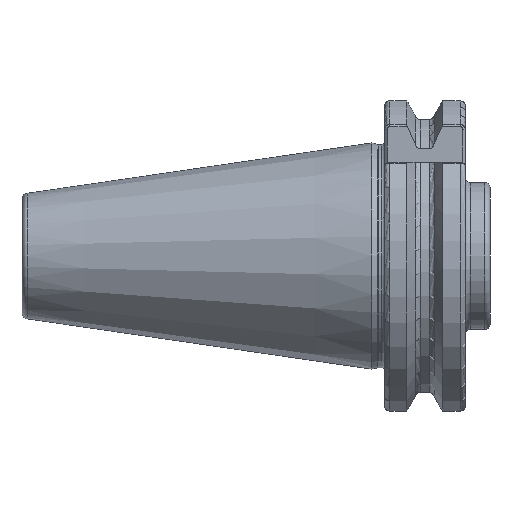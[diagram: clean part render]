
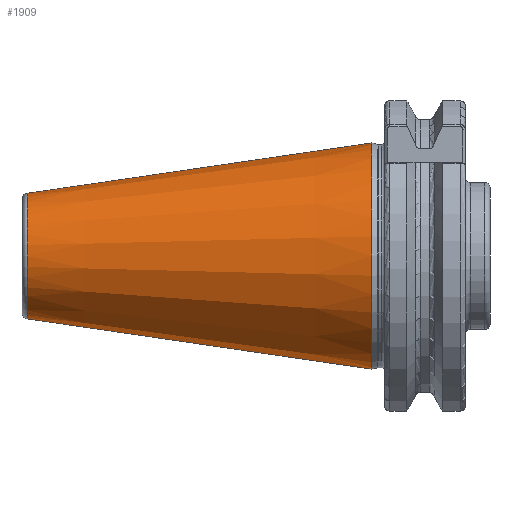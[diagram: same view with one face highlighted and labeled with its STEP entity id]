
A CAD part, front view. The second image highlights one B-rep face of the part: STEP entity #1909.
In plain terms, the highlighted conical face has half-angle 8.297 degrees and reference radius 22.692 mm.
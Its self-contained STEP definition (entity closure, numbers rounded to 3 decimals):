
#108 = AXIS2_PLACEMENT_3D ( 'NONE', #13009, #13010, #13011 ) ;
#131 = AXIS2_PLACEMENT_3D ( 'NONE', #13012, #13013, #13014 ) ;
#1909 = ADVANCED_FACE ( 'NONE', ( #14385 ), #15438, .T. ) ;
#2581 = ORIENTED_EDGE ( 'NONE', *, *, #14265, .T. ) ;
#2582 = ORIENTED_EDGE ( 'NONE', *, *, #14263, .F. ) ;
#2583 = ORIENTED_EDGE ( 'NONE', *, *, #6940, .T. ) ;
#2585 = ORIENTED_EDGE ( 'NONE', *, *, #6939, .F. ) ;
#2784 = VERTEX_POINT ( 'NONE', #14772 ) ;
#2785 = VERTEX_POINT ( 'NONE', #14773 ) ;
#2786 = VERTEX_POINT ( 'NONE', #14774 ) ;
#2787 = VERTEX_POINT ( 'NONE', #14775 ) ;
#6939 = EDGE_CURVE ( 'NONE', #2786, #2787, #13977, .T. ) ;
#6940 = EDGE_CURVE ( 'NONE', #2784, #2785, #13978, .T. ) ;
#7035 = VECTOR ( 'NONE', #7355, 1000. ) ;
#7037 = VECTOR ( 'NONE', #7361, 1000. ) ;
#7353 = LINE ( 'NONE', #7354, #7035 ) ;
#7354 = CARTESIAN_POINT ( 'NONE',  ( 0., 0., 22.692 ) ) ;
#7355 = DIRECTION ( 'NONE',  ( 0.99, 0., 0.144 ) ) ;
#7359 = LINE ( 'NONE', #7360, #7037 ) ;
#7360 = CARTESIAN_POINT ( 'NONE',  ( 0., 0., -22.692 ) ) ;
#7361 = DIRECTION ( 'NONE',  ( 0.99, 0., -0.144 ) ) ;
#13009 = CARTESIAN_POINT ( 'NONE',  ( -2.5, 0., 0. ) ) ;
#13010 = DIRECTION ( 'NONE',  ( 1., 0., 0. ) ) ;
#13011 = DIRECTION ( 'NONE',  ( 0., 0., -1. ) ) ;
#13012 = CARTESIAN_POINT ( 'NONE',  ( -70.573, 0., 0. ) ) ;
#13013 = DIRECTION ( 'NONE',  ( 1., 0., 0. ) ) ;
#13014 = DIRECTION ( 'NONE',  ( 0., 0., 1. ) ) ;
#13977 = CIRCLE ( 'NONE', #108, 22.327 ) ;
#13978 = CIRCLE ( 'NONE', #131, 12.4 ) ;
#14263 = EDGE_CURVE ( 'NONE', #2784, #2786, #7353, .T. ) ;
#14265 = EDGE_CURVE ( 'NONE', #2785, #2787, #7359, .T. ) ;
#14383 = AXIS2_PLACEMENT_3D ( 'NONE', #15781, #15782, #15783 ) ;
#14385 = FACE_OUTER_BOUND ( 'NONE', #15794, .T. ) ;
#14772 = CARTESIAN_POINT ( 'NONE',  ( -70.573, 0., 12.4 ) ) ;
#14773 = CARTESIAN_POINT ( 'NONE',  ( -70.573, 0., -12.4 ) ) ;
#14774 = CARTESIAN_POINT ( 'NONE',  ( -2.5, 0., 22.327 ) ) ;
#14775 = CARTESIAN_POINT ( 'NONE',  ( -2.5, 0., -22.327 ) ) ;
#15438 = CONICAL_SURFACE ( 'NONE', #14383, 22.692, 0.145 ) ;
#15781 = CARTESIAN_POINT ( 'NONE',  ( 0., 0., 0. ) ) ;
#15782 = DIRECTION ( 'NONE',  ( 1., 0., 0. ) ) ;
#15783 = DIRECTION ( 'NONE',  ( 0., 0., -1. ) ) ;
#15794 = EDGE_LOOP ( 'NONE', ( #2582, #2583, #2581, #2585 ) ) ;
